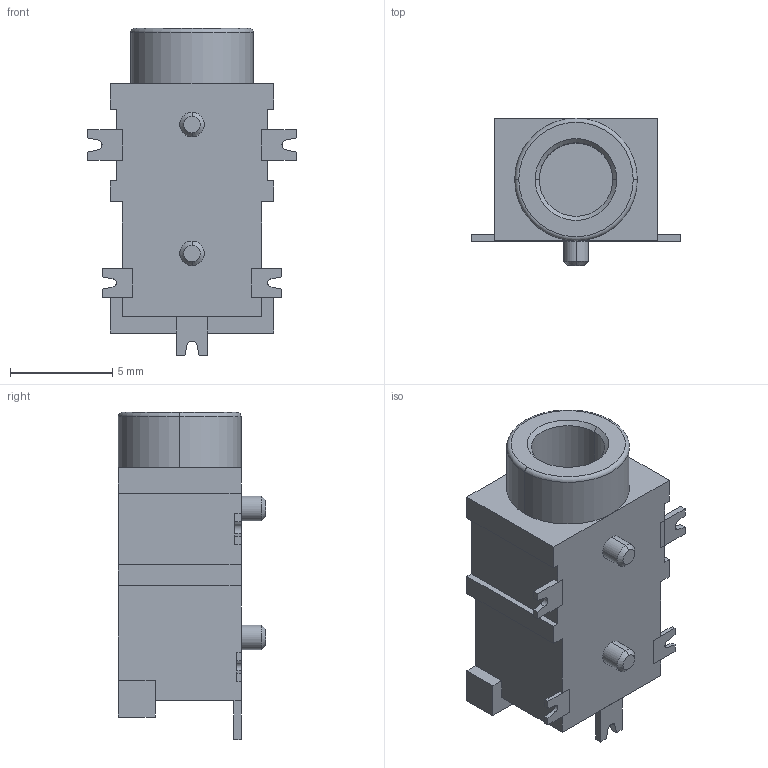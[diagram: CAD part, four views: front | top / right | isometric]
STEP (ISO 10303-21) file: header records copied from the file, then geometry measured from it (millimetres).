
FILE_DESCRIPTION (( 'STEP AP214' ), '1' );
FILE_NAME ('(03-772)ŠOŒ`ƒ‚ƒfƒ‹.STEP', '2014-07-15T04:55:39', ( 'm92p' ), ( '' ), 'SwSTEP 2.0', 'SolidWorks 2014', '' );
FILE_SCHEMA (( 'AUTOMOTIVE_DESIGN' ));
Length unit declared in the file: millimetre
Products named in the file (1): (03-772)外形モデル
Bounding box: 10.2 x 7.2 x 16 mm (x, y, z)
Volume: 446.6 mm3; surface area: 672.4 mm2
Topology: 6 solids, 6 shells, 111 faces, 278 edges, 182 vertices
Faces by surface type: plane 90, cylinder 13, cone 6, torus 2
Entity records: 3679 total; most frequent: CARTESIAN_POINT 572, ORIENTED_EDGE 556, DIRECTION 540, EDGE_CURVE 278, VECTOR 240, LINE 240, VERTEX_POINT 182, AXIS2_PLACEMENT_3D 150
